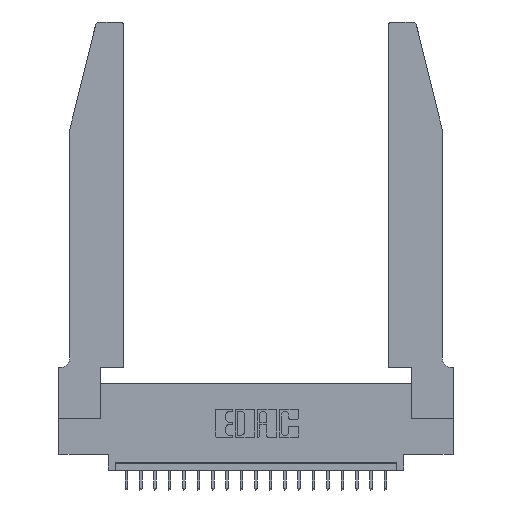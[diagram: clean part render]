
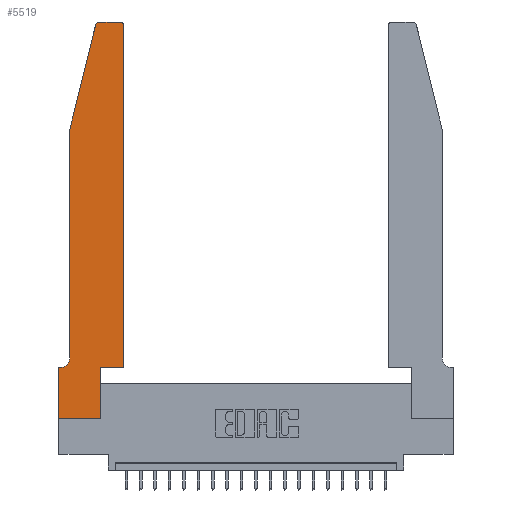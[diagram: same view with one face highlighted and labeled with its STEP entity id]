
A CAD part, top view. The second image highlights one B-rep face of the part: STEP entity #5519.
In plain terms, the highlighted planar face has unit normal (0, 0, 1).
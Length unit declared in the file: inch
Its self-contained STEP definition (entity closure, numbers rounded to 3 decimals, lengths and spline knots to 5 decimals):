
#32 = ORIENTED_EDGE ( 'NONE', *, *, #12098, .T. ) ;
#231 = CARTESIAN_POINT ( 'NONE',  ( 0.4205, 2.72, 0.37 ) ) ;
#376 = CARTESIAN_POINT ( 'NONE',  ( 0.0755, 2., 0.37 ) ) ;
#476 = VECTOR ( 'NONE', #18241, 39.37008 ) ;
#656 = ORIENTED_EDGE ( 'NONE', *, *, #7879, .T. ) ;
#775 = VERTEX_POINT ( 'NONE', #7915 ) ;
#1083 = DIRECTION ( 'NONE',  ( 0., 0., 1. ) ) ;
#1095 = VECTOR ( 'NONE', #11290, 39.37008 ) ;
#1155 = EDGE_LOOP ( 'NONE', ( #656, #13409, #32, #21676, #11361, #17212, #4601, #15239, #4654, #21157, #9069, #20468 ) ) ;
#1365 = LINE ( 'NONE', #8171, #3932 ) ;
#1570 = LINE ( 'NONE', #18676, #21404 ) ;
#1710 = EDGE_CURVE ( 'NONE', #775, #13108, #1365, .T. ) ;
#1733 = VERTEX_POINT ( 'NONE', #15845 ) ;
#1753 = CARTESIAN_POINT ( 'NONE',  ( 0.284, 2.75, 0.37 ) ) ;
#2083 = CARTESIAN_POINT ( 'NONE',  ( 0.0055, 0.35, 0.37 ) ) ;
#2238 = EDGE_CURVE ( 'NONE', #7858, #16352, #1570, .T. ) ;
#2385 = EDGE_CURVE ( 'NONE', #11883, #21822, #8231, .T. ) ;
#2455 = DIRECTION ( 'NONE',  ( 1., 0., 0. ) ) ;
#2543 = EDGE_CURVE ( 'NONE', #1733, #8206, #10703, .T. ) ;
#2948 = VECTOR ( 'NONE', #8859, 39.37008 ) ;
#2983 = EDGE_CURVE ( 'NONE', #16352, #775, #10663, .T. ) ;
#3334 = VECTOR ( 'NONE', #17860, 39.37008 ) ;
#3352 = DIRECTION ( 'NONE',  ( -1., 0., 0. ) ) ;
#3792 = VECTOR ( 'NONE', #3352, 39.37008 ) ;
#3869 = CARTESIAN_POINT ( 'NONE',  ( 0., 0., 0.37 ) ) ;
#3932 = VECTOR ( 'NONE', #15078, 39.37008 ) ;
#4071 = CARTESIAN_POINT ( 'NONE',  ( 0.25487, 2.72718, 0.37 ) ) ;
#4076 = EDGE_CURVE ( 'NONE', #11332, #14479, #4201, .T. ) ;
#4201 = CIRCLE ( 'NONE', #4578, 0.03 ) ;
#4578 = AXIS2_PLACEMENT_3D ( 'NONE', #20002, #1083, #2455 ) ;
#4601 = ORIENTED_EDGE ( 'NONE', *, *, #18838, .T. ) ;
#4654 = ORIENTED_EDGE ( 'NONE', *, *, #2983, .T. ) ;
#4795 = VECTOR ( 'NONE', #10787, 39.37008 ) ;
#4898 = VECTOR ( 'NONE', #6705, 39.37008 ) ;
#5100 = CARTESIAN_POINT ( 'NONE',  ( 0.2865, 0.35, 0.37 ) ) ;
#5387 = CARTESIAN_POINT ( 'NONE',  ( 0.0755, 0.35, 0.37 ) ) ;
#5519 = ADVANCED_FACE ( 'NONE', ( #19980 ), #18046, .T. ) ;
#6421 = DIRECTION ( 'NONE',  ( -1., 0., 0. ) ) ;
#6705 = DIRECTION ( 'NONE',  ( 0., 1., 0. ) ) ;
#7357 = VERTEX_POINT ( 'NONE', #18535 ) ;
#7858 = VERTEX_POINT ( 'NONE', #9692 ) ;
#7879 = EDGE_CURVE ( 'NONE', #21822, #11332, #20108, .T. ) ;
#7915 = CARTESIAN_POINT ( 'NONE',  ( 0.2865, 0.35, 0.37 ) ) ;
#8063 = LINE ( 'NONE', #13271, #476 ) ;
#8131 = CARTESIAN_POINT ( 'NONE',  ( 0.0055, 0.42, 0.37 ) ) ;
#8171 = CARTESIAN_POINT ( 'NONE',  ( 0.4505, 0.35, 0.37 ) ) ;
#8206 = VERTEX_POINT ( 'NONE', #2083 ) ;
#8216 = CARTESIAN_POINT ( 'NONE',  ( 0.4205, 2.75, 0.37 ) ) ;
#8231 = CIRCLE ( 'NONE', #9308, 0.03 ) ;
#8306 = LINE ( 'NONE', #376, #2948 ) ;
#8480 = DIRECTION ( 'NONE',  ( 1., 0., 0. ) ) ;
#8859 = DIRECTION ( 'NONE',  ( 0., -1., 0. ) ) ;
#9069 = ORIENTED_EDGE ( 'NONE', *, *, #17919, .T. ) ;
#9142 = CARTESIAN_POINT ( 'NONE',  ( 0.4505, 0.35, 0.37 ) ) ;
#9308 = AXIS2_PLACEMENT_3D ( 'NONE', #231, #19234, #21268 ) ;
#9584 = CARTESIAN_POINT ( 'NONE',  ( 0.2605, 2.75, 0.37 ) ) ;
#9692 = CARTESIAN_POINT ( 'NONE',  ( 0., 0., 0.37 ) ) ;
#9936 = CARTESIAN_POINT ( 'NONE',  ( 0.0755, 2., 0.37 ) ) ;
#10663 = LINE ( 'NONE', #5100, #4898 ) ;
#10703 = CIRCLE ( 'NONE', #16832, 0.07 ) ;
#10787 = DIRECTION ( 'NONE',  ( 0., -1., 0. ) ) ;
#11247 = CARTESIAN_POINT ( 'NONE',  ( 0.4505, 0.35, 0.37 ) ) ;
#11290 = DIRECTION ( 'NONE',  ( -1., 0., 0. ) ) ;
#11332 = VERTEX_POINT ( 'NONE', #1753 ) ;
#11361 = ORIENTED_EDGE ( 'NONE', *, *, #2543, .T. ) ;
#11517 = AXIS2_PLACEMENT_3D ( 'NONE', #14548, #14765, #14659 ) ;
#11883 = VERTEX_POINT ( 'NONE', #18022 ) ;
#12098 = EDGE_CURVE ( 'NONE', #14479, #16348, #8063, .T. ) ;
#12526 = LINE ( 'NONE', #5387, #3792 ) ;
#12994 = LINE ( 'NONE', #9142, #3334 ) ;
#13108 = VERTEX_POINT ( 'NONE', #11247 ) ;
#13271 = CARTESIAN_POINT ( 'NONE',  ( 0.0755, 2., 0.37 ) ) ;
#13409 = ORIENTED_EDGE ( 'NONE', *, *, #4076, .T. ) ;
#14302 = LINE ( 'NONE', #3869, #4795 ) ;
#14479 = VERTEX_POINT ( 'NONE', #4071 ) ;
#14548 = CARTESIAN_POINT ( 'NONE',  ( 0., 0.35, 0.37 ) ) ;
#14659 = DIRECTION ( 'NONE',  ( 1., 0., 0. ) ) ;
#14765 = DIRECTION ( 'NONE',  ( 0., 0., 1. ) ) ;
#15078 = DIRECTION ( 'NONE',  ( 1., 0., 0. ) ) ;
#15239 = ORIENTED_EDGE ( 'NONE', *, *, #2238, .T. ) ;
#15845 = CARTESIAN_POINT ( 'NONE',  ( 0.0755, 0.42, 0.37 ) ) ;
#16348 = VERTEX_POINT ( 'NONE', #9936 ) ;
#16352 = VERTEX_POINT ( 'NONE', #20351 ) ;
#16832 = AXIS2_PLACEMENT_3D ( 'NONE', #8131, #18089, #6421 ) ;
#17212 = ORIENTED_EDGE ( 'NONE', *, *, #21614, .T. ) ;
#17244 = EDGE_CURVE ( 'NONE', #16348, #1733, #8306, .T. ) ;
#17860 = DIRECTION ( 'NONE',  ( 0., 1., 0. ) ) ;
#17919 = EDGE_CURVE ( 'NONE', #13108, #11883, #12994, .T. ) ;
#18022 = CARTESIAN_POINT ( 'NONE',  ( 0.4505, 2.72, 0.37 ) ) ;
#18046 = PLANE ( 'NONE',  #11517 ) ;
#18089 = DIRECTION ( 'NONE',  ( 0., 0., -1. ) ) ;
#18241 = DIRECTION ( 'NONE',  ( -0.239, -0.971, 0. ) ) ;
#18535 = CARTESIAN_POINT ( 'NONE',  ( 0., 0.35, 0.37 ) ) ;
#18676 = CARTESIAN_POINT ( 'NONE',  ( 0., 0., 0.37 ) ) ;
#18838 = EDGE_CURVE ( 'NONE', #7357, #7858, #14302, .T. ) ;
#19234 = DIRECTION ( 'NONE',  ( 0., 0., 1. ) ) ;
#19980 = FACE_OUTER_BOUND ( 'NONE', #1155, .T. ) ;
#20002 = CARTESIAN_POINT ( 'NONE',  ( 0.284, 2.72, 0.37 ) ) ;
#20108 = LINE ( 'NONE', #9584, #1095 ) ;
#20351 = CARTESIAN_POINT ( 'NONE',  ( 0.2865, 0., 0.37 ) ) ;
#20468 = ORIENTED_EDGE ( 'NONE', *, *, #2385, .T. ) ;
#21157 = ORIENTED_EDGE ( 'NONE', *, *, #1710, .T. ) ;
#21268 = DIRECTION ( 'NONE',  ( 1., 0., 0. ) ) ;
#21404 = VECTOR ( 'NONE', #8480, 39.37008 ) ;
#21614 = EDGE_CURVE ( 'NONE', #8206, #7357, #12526, .T. ) ;
#21676 = ORIENTED_EDGE ( 'NONE', *, *, #17244, .T. ) ;
#21822 = VERTEX_POINT ( 'NONE', #8216 ) ;
